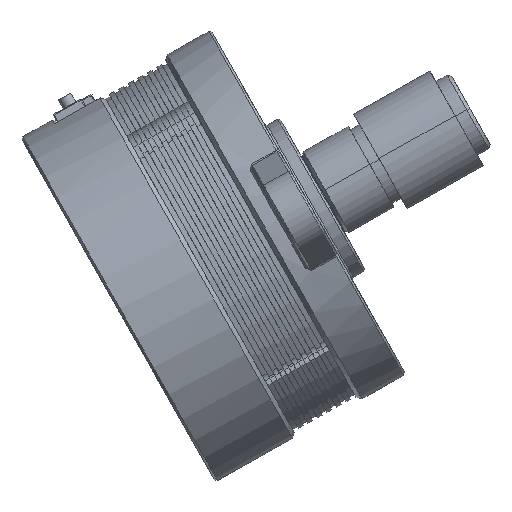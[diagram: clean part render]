
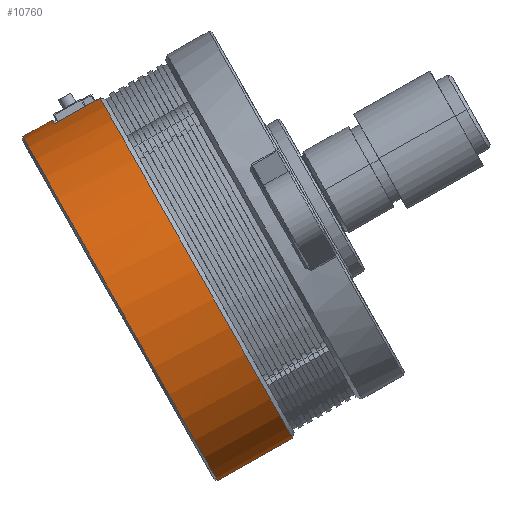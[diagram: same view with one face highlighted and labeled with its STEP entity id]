
A CAD part, left-side view. The second image highlights one B-rep face of the part: STEP entity #10760.
In plain terms, the highlighted cylindrical face has radius 18.1 mm (diameter 36.2 mm), a partial arc.
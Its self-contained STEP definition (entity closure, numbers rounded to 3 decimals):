
#468 = EDGE_CURVE ( 'NONE', #12783, #1004, #15836, .T. ) ;
#717 = DIRECTION ( 'NONE',  ( 0., 0., -1. ) ) ;
#731 = CARTESIAN_POINT ( 'NONE',  ( 0., 0., 20. ) ) ;
#1004 = VERTEX_POINT ( 'NONE', #11788 ) ;
#1205 = AXIS2_PLACEMENT_3D ( 'NONE', #731, #5612, #4515 ) ;
#1407 = DIRECTION ( 'NONE',  ( 0., 0., -1. ) ) ;
#1417 = VERTEX_POINT ( 'NONE', #4139 ) ;
#1510 = VECTOR ( 'NONE', #8146, 1000. ) ;
#1801 = EDGE_CURVE ( 'NONE', #1004, #1417, #8979, .T. ) ;
#2602 = CARTESIAN_POINT ( 'NONE',  ( -3.795, 17.698, 20. ) ) ;
#2871 = CARTESIAN_POINT ( 'NONE',  ( 0., 18.1, -5.2 ) ) ;
#3293 = VERTEX_POINT ( 'NONE', #8889 ) ;
#3319 = EDGE_CURVE ( 'NONE', #3293, #12783, #3934, .T. ) ;
#3934 = LINE ( 'NONE', #9060, #8534 ) ;
#4139 = CARTESIAN_POINT ( 'NONE',  ( -3.795, 17.698, -5.2 ) ) ;
#4515 = DIRECTION ( 'NONE',  ( 0., -1., 0. ) ) ;
#4854 = CARTESIAN_POINT ( 'NONE',  ( 0., 18.1, -8.3 ) ) ;
#5058 = CARTESIAN_POINT ( 'NONE',  ( 0., -18.1, -0.4 ) ) ;
#5116 = EDGE_CURVE ( 'NONE', #10235, #3293, #7666, .T. ) ;
#5612 = DIRECTION ( 'NONE',  ( 0., 0., 1. ) ) ;
#6073 = ORIENTED_EDGE ( 'NONE', *, *, #13817, .T. ) ;
#6433 = EDGE_CURVE ( 'NONE', #10235, #8287, #14598, .T. ) ;
#7054 = ORIENTED_EDGE ( 'NONE', *, *, #468, .T. ) ;
#7666 = CIRCLE ( 'NONE', #11145, 18.1 ) ;
#8139 = DIRECTION ( 'NONE',  ( 0., 0., 1. ) ) ;
#8146 = DIRECTION ( 'NONE',  ( 0., 0., -1. ) ) ;
#8287 = VERTEX_POINT ( 'NONE', #2871 ) ;
#8534 = VECTOR ( 'NONE', #8139, 1000. ) ;
#8889 = CARTESIAN_POINT ( 'NONE',  ( 0., -18.1, -8.3 ) ) ;
#8979 = LINE ( 'NONE', #2602, #1510 ) ;
#9060 = CARTESIAN_POINT ( 'NONE',  ( 0., -18.1, 20. ) ) ;
#9378 = FACE_OUTER_BOUND ( 'NONE', #10770, .T. ) ;
#9704 = CARTESIAN_POINT ( 'NONE',  ( 0., 0., -8.3 ) ) ;
#9921 = AXIS2_PLACEMENT_3D ( 'NONE', #10872, #717, #14565 ) ;
#10235 = VERTEX_POINT ( 'NONE', #4854 ) ;
#10454 = DIRECTION ( 'NONE',  ( 0., 1., 0. ) ) ;
#10760 = ADVANCED_FACE ( 'NONE', ( #9378 ), #14739, .T. ) ;
#10770 = EDGE_LOOP ( 'NONE', ( #14174, #16498, #10894, #7054, #15426, #6073 ) ) ;
#10806 = DIRECTION ( 'NONE',  ( 0., -1., 0. ) ) ;
#10872 = CARTESIAN_POINT ( 'NONE',  ( 0., 0., -5.2 ) ) ;
#10894 = ORIENTED_EDGE ( 'NONE', *, *, #3319, .T. ) ;
#11145 = AXIS2_PLACEMENT_3D ( 'NONE', #9704, #12306, #10806 ) ;
#11788 = CARTESIAN_POINT ( 'NONE',  ( -3.795, 17.698, -0.4 ) ) ;
#12306 = DIRECTION ( 'NONE',  ( 0., 0., 1. ) ) ;
#12783 = VERTEX_POINT ( 'NONE', #5058 ) ;
#12867 = CIRCLE ( 'NONE', #9921, 18.1 ) ;
#13817 = EDGE_CURVE ( 'NONE', #1417, #8287, #12867, .T. ) ;
#14155 = CARTESIAN_POINT ( 'NONE',  ( 0., 0., -0.4 ) ) ;
#14174 = ORIENTED_EDGE ( 'NONE', *, *, #6433, .F. ) ;
#14227 = AXIS2_PLACEMENT_3D ( 'NONE', #14155, #1407, #10454 ) ;
#14516 = DIRECTION ( 'NONE',  ( 0., 0., 1. ) ) ;
#14565 = DIRECTION ( 'NONE',  ( 0., -1., 0. ) ) ;
#14598 = LINE ( 'NONE', #16255, #15854 ) ;
#14739 = CYLINDRICAL_SURFACE ( 'NONE', #1205, 18.1 ) ;
#15426 = ORIENTED_EDGE ( 'NONE', *, *, #1801, .T. ) ;
#15836 = CIRCLE ( 'NONE', #14227, 18.1 ) ;
#15854 = VECTOR ( 'NONE', #14516, 1000. ) ;
#16255 = CARTESIAN_POINT ( 'NONE',  ( 0., 18.1, 20. ) ) ;
#16498 = ORIENTED_EDGE ( 'NONE', *, *, #5116, .T. ) ;
